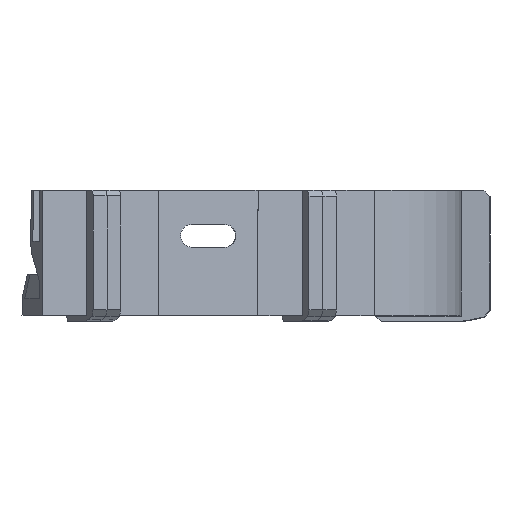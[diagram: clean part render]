
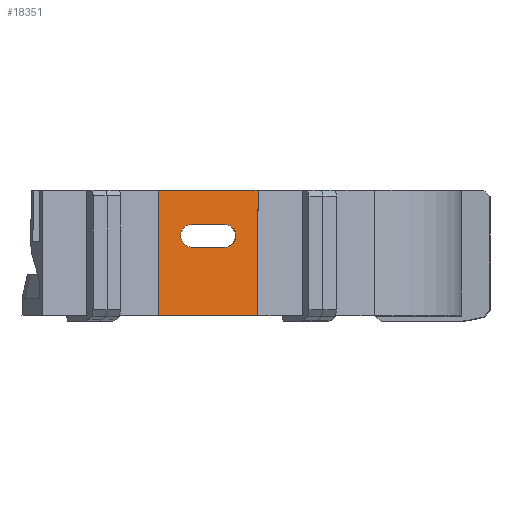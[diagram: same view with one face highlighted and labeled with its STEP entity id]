
A CAD part, left-side view. The second image highlights one B-rep face of the part: STEP entity #18351.
In plain terms, the highlighted face is planar.
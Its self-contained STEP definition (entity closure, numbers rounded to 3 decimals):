
#18075 = VERTEX_POINT('',#18076);
#18076 = CARTESIAN_POINT('',(3.,0.,16.));
#18083 = CYLINDRICAL_SURFACE('',#18084,2.);
#18084 = AXIS2_PLACEMENT_3D('',#18085,#18086,#18087);
#18085 = CARTESIAN_POINT('',(3.,24.,14.));
#18086 = DIRECTION('',(-0.,1.,0.));
#18087 = DIRECTION('',(0.,0.,-1.));
#18095 = PLANE('',#18096);
#18096 = AXIS2_PLACEMENT_3D('',#18097,#18098,#18099);
#18097 = CARTESIAN_POINT('',(3.,24.,16.));
#18098 = DIRECTION('',(0.,0.,-1.));
#18099 = DIRECTION('',(-1.,0.,-0.));
#18137 = VERTEX_POINT('',#18138);
#18138 = CARTESIAN_POINT('',(3.,0.,12.));
#18152 = PLANE('',#18153);
#18153 = AXIS2_PLACEMENT_3D('',#18154,#18155,#18156);
#18154 = CARTESIAN_POINT('',(-3.,24.,12.));
#18155 = DIRECTION('',(0.,0.,1.));
#18156 = DIRECTION('',(1.,0.,0.));
#18164 = EDGE_CURVE('',#18075,#18137,#18165,.T.);
#18165 = SURFACE_CURVE('',#18166,(#18171,#18178),.PCURVE_S1.);
#18166 = CIRCLE('',#18167,2.);
#18167 = AXIS2_PLACEMENT_3D('',#18168,#18169,#18170);
#18168 = CARTESIAN_POINT('',(3.,0.,14.));
#18169 = DIRECTION('',(0.,1.,0.));
#18170 = DIRECTION('',(0.,0.,-1.));
#18171 = PCURVE('',#18083,#18172);
#18172 = DEFINITIONAL_REPRESENTATION('',(#18173),#18177);
#18173 = LINE('',#18174,#18175);
#18174 = CARTESIAN_POINT('',(-6.283,-24.));
#18175 = VECTOR('',#18176,1.);
#18176 = DIRECTION('',(1.,-0.));
#18177 = ( GEOMETRIC_REPRESENTATION_CONTEXT(2) 
PARAMETRIC_REPRESENTATION_CONTEXT() REPRESENTATION_CONTEXT('2D SPACE',''
  ) );
#18178 = PCURVE('',#18179,#18184);
#18179 = PLANE('',#18180);
#18180 = AXIS2_PLACEMENT_3D('',#18181,#18182,#18183);
#18181 = CARTESIAN_POINT('',(0.,0.,0.));
#18182 = DIRECTION('',(0.,1.,-0.));
#18183 = DIRECTION('',(0.,0.,1.));
#18184 = DEFINITIONAL_REPRESENTATION('',(#18185),#18189);
#18185 = CIRCLE('',#18186,2.);
#18186 = AXIS2_PLACEMENT_2D('',#18187,#18188);
#18187 = CARTESIAN_POINT('',(14.,3.));
#18188 = DIRECTION('',(-1.,0.));
#18189 = ( GEOMETRIC_REPRESENTATION_CONTEXT(2) 
PARAMETRIC_REPRESENTATION_CONTEXT() REPRESENTATION_CONTEXT('2D SPACE',''
  ) );
#18197 = VERTEX_POINT('',#18198);
#18198 = CARTESIAN_POINT('',(-3.,0.,16.));
#18212 = CYLINDRICAL_SURFACE('',#18213,2.);
#18213 = AXIS2_PLACEMENT_3D('',#18214,#18215,#18216);
#18214 = CARTESIAN_POINT('',(-3.,24.,14.));
#18215 = DIRECTION('',(-0.,1.,0.));
#18216 = DIRECTION('',(0.,0.,1.));
#18251 = EDGE_CURVE('',#18075,#18197,#18252,.T.);
#18252 = SURFACE_CURVE('',#18253,(#18257,#18263),.PCURVE_S1.);
#18253 = LINE('',#18254,#18255);
#18254 = CARTESIAN_POINT('',(1.5,0.,16.));
#18255 = VECTOR('',#18256,1.);
#18256 = DIRECTION('',(-1.,0.,0.));
#18257 = PCURVE('',#18095,#18258);
#18258 = DEFINITIONAL_REPRESENTATION('',(#18259),#18262);
#18259 = B_SPLINE_CURVE_WITH_KNOTS('',1,(#18260,#18261),.UNSPECIFIED.,
  .F.,.F.,(2,2),(-1.5,4.5),.PIECEWISE_BEZIER_KNOTS.);
#18260 = CARTESIAN_POINT('',(0.,-24.));
#18261 = CARTESIAN_POINT('',(6.,-24.));
#18262 = ( GEOMETRIC_REPRESENTATION_CONTEXT(2) 
PARAMETRIC_REPRESENTATION_CONTEXT() REPRESENTATION_CONTEXT('2D SPACE',''
  ) );
#18263 = PCURVE('',#18179,#18264);
#18264 = DEFINITIONAL_REPRESENTATION('',(#18265),#18268);
#18265 = B_SPLINE_CURVE_WITH_KNOTS('',1,(#18266,#18267),.UNSPECIFIED.,
  .F.,.F.,(2,2),(-1.5,4.5),.PIECEWISE_BEZIER_KNOTS.);
#18266 = CARTESIAN_POINT('',(16.,3.));
#18267 = CARTESIAN_POINT('',(16.,-3.));
#18268 = ( GEOMETRIC_REPRESENTATION_CONTEXT(2) 
PARAMETRIC_REPRESENTATION_CONTEXT() REPRESENTATION_CONTEXT('2D SPACE',''
  ) );
#18351 = ADVANCED_FACE('',(#18352,#18466),#18179,.F.);
#18352 = FACE_BOUND('',#18353,.F.);
#18353 = EDGE_LOOP('',(#18354,#18384,#18412,#18440));
#18354 = ORIENTED_EDGE('',*,*,#18355,.F.);
#18355 = EDGE_CURVE('',#18356,#18358,#18360,.T.);
#18356 = VERTEX_POINT('',#18357);
#18357 = CARTESIAN_POINT('',(-9.,0.,0.));
#18358 = VERTEX_POINT('',#18359);
#18359 = CARTESIAN_POINT('',(9.,0.,0.));
#18360 = SURFACE_CURVE('',#18361,(#18365,#18372),.PCURVE_S1.);
#18361 = LINE('',#18362,#18363);
#18362 = CARTESIAN_POINT('',(-9.,0.,0.));
#18363 = VECTOR('',#18364,1.);
#18364 = DIRECTION('',(1.,0.,0.));
#18365 = PCURVE('',#18179,#18366);
#18366 = DEFINITIONAL_REPRESENTATION('',(#18367),#18371);
#18367 = LINE('',#18368,#18369);
#18368 = CARTESIAN_POINT('',(0.,-9.));
#18369 = VECTOR('',#18370,1.);
#18370 = DIRECTION('',(0.,1.));
#18371 = ( GEOMETRIC_REPRESENTATION_CONTEXT(2) 
PARAMETRIC_REPRESENTATION_CONTEXT() REPRESENTATION_CONTEXT('2D SPACE',''
  ) );
#18372 = PCURVE('',#18373,#18378);
#18373 = PLANE('',#18374);
#18374 = AXIS2_PLACEMENT_3D('',#18375,#18376,#18377);
#18375 = CARTESIAN_POINT('',(0.,15.,0.));
#18376 = DIRECTION('',(0.,0.,1.));
#18377 = DIRECTION('',(0.,-1.,0.));
#18378 = DEFINITIONAL_REPRESENTATION('',(#18379),#18383);
#18379 = LINE('',#18380,#18381);
#18380 = CARTESIAN_POINT('',(15.,-9.));
#18381 = VECTOR('',#18382,1.);
#18382 = DIRECTION('',(0.,1.));
#18383 = ( GEOMETRIC_REPRESENTATION_CONTEXT(2) 
PARAMETRIC_REPRESENTATION_CONTEXT() REPRESENTATION_CONTEXT('2D SPACE',''
  ) );
#18384 = ORIENTED_EDGE('',*,*,#18385,.T.);
#18385 = EDGE_CURVE('',#18356,#18386,#18388,.T.);
#18386 = VERTEX_POINT('',#18387);
#18387 = CARTESIAN_POINT('',(-9.,0.,22.));
#18388 = SURFACE_CURVE('',#18389,(#18393,#18400),.PCURVE_S1.);
#18389 = LINE('',#18390,#18391);
#18390 = CARTESIAN_POINT('',(-9.,0.,0.));
#18391 = VECTOR('',#18392,1.);
#18392 = DIRECTION('',(0.,0.,1.));
#18393 = PCURVE('',#18179,#18394);
#18394 = DEFINITIONAL_REPRESENTATION('',(#18395),#18399);
#18395 = LINE('',#18396,#18397);
#18396 = CARTESIAN_POINT('',(0.,-9.));
#18397 = VECTOR('',#18398,1.);
#18398 = DIRECTION('',(1.,0.));
#18399 = ( GEOMETRIC_REPRESENTATION_CONTEXT(2) 
PARAMETRIC_REPRESENTATION_CONTEXT() REPRESENTATION_CONTEXT('2D SPACE',''
  ) );
#18400 = PCURVE('',#18401,#18406);
#18401 = PLANE('',#18402);
#18402 = AXIS2_PLACEMENT_3D('',#18403,#18404,#18405);
#18403 = CARTESIAN_POINT('',(-9.,4.162,7.662));
#18404 = DIRECTION('',(-1.,0.,0.));
#18405 = DIRECTION('',(0.,0.,1.));
#18406 = DEFINITIONAL_REPRESENTATION('',(#18407),#18411);
#18407 = LINE('',#18408,#18409);
#18408 = CARTESIAN_POINT('',(-7.662,-4.162));
#18409 = VECTOR('',#18410,1.);
#18410 = DIRECTION('',(1.,0.));
#18411 = ( GEOMETRIC_REPRESENTATION_CONTEXT(2) 
PARAMETRIC_REPRESENTATION_CONTEXT() REPRESENTATION_CONTEXT('2D SPACE',''
  ) );
#18412 = ORIENTED_EDGE('',*,*,#18413,.F.);
#18413 = EDGE_CURVE('',#18414,#18386,#18416,.T.);
#18414 = VERTEX_POINT('',#18415);
#18415 = CARTESIAN_POINT('',(9.,0.,22.));
#18416 = SURFACE_CURVE('',#18417,(#18421,#18428),.PCURVE_S1.);
#18417 = LINE('',#18418,#18419);
#18418 = CARTESIAN_POINT('',(9.,0.,22.));
#18419 = VECTOR('',#18420,1.);
#18420 = DIRECTION('',(-1.,0.,0.));
#18421 = PCURVE('',#18179,#18422);
#18422 = DEFINITIONAL_REPRESENTATION('',(#18423),#18427);
#18423 = LINE('',#18424,#18425);
#18424 = CARTESIAN_POINT('',(22.,9.));
#18425 = VECTOR('',#18426,1.);
#18426 = DIRECTION('',(0.,-1.));
#18427 = ( GEOMETRIC_REPRESENTATION_CONTEXT(2) 
PARAMETRIC_REPRESENTATION_CONTEXT() REPRESENTATION_CONTEXT('2D SPACE',''
  ) );
#18428 = PCURVE('',#18429,#18434);
#18429 = PLANE('',#18430);
#18430 = AXIS2_PLACEMENT_3D('',#18431,#18432,#18433);
#18431 = CARTESIAN_POINT('',(0.,0.,22.));
#18432 = DIRECTION('',(0.,0.,-1.));
#18433 = DIRECTION('',(0.,1.,0.));
#18434 = DEFINITIONAL_REPRESENTATION('',(#18435),#18439);
#18435 = LINE('',#18436,#18437);
#18436 = CARTESIAN_POINT('',(0.,9.));
#18437 = VECTOR('',#18438,1.);
#18438 = DIRECTION('',(0.,-1.));
#18439 = ( GEOMETRIC_REPRESENTATION_CONTEXT(2) 
PARAMETRIC_REPRESENTATION_CONTEXT() REPRESENTATION_CONTEXT('2D SPACE',''
  ) );
#18440 = ORIENTED_EDGE('',*,*,#18441,.F.);
#18441 = EDGE_CURVE('',#18358,#18414,#18442,.T.);
#18442 = SURFACE_CURVE('',#18443,(#18447,#18454),.PCURVE_S1.);
#18443 = LINE('',#18444,#18445);
#18444 = CARTESIAN_POINT('',(9.,0.,0.));
#18445 = VECTOR('',#18446,1.);
#18446 = DIRECTION('',(0.,0.,1.));
#18447 = PCURVE('',#18179,#18448);
#18448 = DEFINITIONAL_REPRESENTATION('',(#18449),#18453);
#18449 = LINE('',#18450,#18451);
#18450 = CARTESIAN_POINT('',(0.,9.));
#18451 = VECTOR('',#18452,1.);
#18452 = DIRECTION('',(1.,0.));
#18453 = ( GEOMETRIC_REPRESENTATION_CONTEXT(2) 
PARAMETRIC_REPRESENTATION_CONTEXT() REPRESENTATION_CONTEXT('2D SPACE',''
  ) );
#18454 = PCURVE('',#18455,#18460);
#18455 = PLANE('',#18456);
#18456 = AXIS2_PLACEMENT_3D('',#18457,#18458,#18459);
#18457 = CARTESIAN_POINT('',(9.,4.162,7.662));
#18458 = DIRECTION('',(-1.,0.,0.));
#18459 = DIRECTION('',(0.,0.,1.));
#18460 = DEFINITIONAL_REPRESENTATION('',(#18461),#18465);
#18461 = LINE('',#18462,#18463);
#18462 = CARTESIAN_POINT('',(-7.662,-4.162));
#18463 = VECTOR('',#18464,1.);
#18464 = DIRECTION('',(1.,0.));
#18465 = ( GEOMETRIC_REPRESENTATION_CONTEXT(2) 
PARAMETRIC_REPRESENTATION_CONTEXT() REPRESENTATION_CONTEXT('2D SPACE',''
  ) );
#18466 = FACE_BOUND('',#18467,.F.);
#18467 = EDGE_LOOP('',(#18468,#18469,#18470,#18494));
#18468 = ORIENTED_EDGE('',*,*,#18164,.F.);
#18469 = ORIENTED_EDGE('',*,*,#18251,.T.);
#18470 = ORIENTED_EDGE('',*,*,#18471,.F.);
#18471 = EDGE_CURVE('',#18472,#18197,#18474,.T.);
#18472 = VERTEX_POINT('',#18473);
#18473 = CARTESIAN_POINT('',(-3.,0.,12.));
#18474 = SURFACE_CURVE('',#18475,(#18480,#18487),.PCURVE_S1.);
#18475 = CIRCLE('',#18476,2.);
#18476 = AXIS2_PLACEMENT_3D('',#18477,#18478,#18479);
#18477 = CARTESIAN_POINT('',(-3.,0.,14.));
#18478 = DIRECTION('',(-0.,1.,0.));
#18479 = DIRECTION('',(0.,0.,1.));
#18480 = PCURVE('',#18179,#18481);
#18481 = DEFINITIONAL_REPRESENTATION('',(#18482),#18486);
#18482 = CIRCLE('',#18483,2.);
#18483 = AXIS2_PLACEMENT_2D('',#18484,#18485);
#18484 = CARTESIAN_POINT('',(14.,-3.));
#18485 = DIRECTION('',(1.,0.));
#18486 = ( GEOMETRIC_REPRESENTATION_CONTEXT(2) 
PARAMETRIC_REPRESENTATION_CONTEXT() REPRESENTATION_CONTEXT('2D SPACE',''
  ) );
#18487 = PCURVE('',#18212,#18488);
#18488 = DEFINITIONAL_REPRESENTATION('',(#18489),#18493);
#18489 = LINE('',#18490,#18491);
#18490 = CARTESIAN_POINT('',(-6.283,-24.));
#18491 = VECTOR('',#18492,1.);
#18492 = DIRECTION('',(1.,-0.));
#18493 = ( GEOMETRIC_REPRESENTATION_CONTEXT(2) 
PARAMETRIC_REPRESENTATION_CONTEXT() REPRESENTATION_CONTEXT('2D SPACE',''
  ) );
#18494 = ORIENTED_EDGE('',*,*,#18495,.T.);
#18495 = EDGE_CURVE('',#18472,#18137,#18496,.T.);
#18496 = SURFACE_CURVE('',#18497,(#18501,#18507),.PCURVE_S1.);
#18497 = LINE('',#18498,#18499);
#18498 = CARTESIAN_POINT('',(-1.5,0.,12.));
#18499 = VECTOR('',#18500,1.);
#18500 = DIRECTION('',(1.,-0.,0.));
#18501 = PCURVE('',#18179,#18502);
#18502 = DEFINITIONAL_REPRESENTATION('',(#18503),#18506);
#18503 = B_SPLINE_CURVE_WITH_KNOTS('',1,(#18504,#18505),.UNSPECIFIED.,
  .F.,.F.,(2,2),(-1.5,4.5),.PIECEWISE_BEZIER_KNOTS.);
#18504 = CARTESIAN_POINT('',(12.,-3.));
#18505 = CARTESIAN_POINT('',(12.,3.));
#18506 = ( GEOMETRIC_REPRESENTATION_CONTEXT(2) 
PARAMETRIC_REPRESENTATION_CONTEXT() REPRESENTATION_CONTEXT('2D SPACE',''
  ) );
#18507 = PCURVE('',#18152,#18508);
#18508 = DEFINITIONAL_REPRESENTATION('',(#18509),#18512);
#18509 = B_SPLINE_CURVE_WITH_KNOTS('',1,(#18510,#18511),.UNSPECIFIED.,
  .F.,.F.,(2,2),(-1.5,4.5),.PIECEWISE_BEZIER_KNOTS.);
#18510 = CARTESIAN_POINT('',(0.,-24.));
#18511 = CARTESIAN_POINT('',(6.,-24.));
#18512 = ( GEOMETRIC_REPRESENTATION_CONTEXT(2) 
PARAMETRIC_REPRESENTATION_CONTEXT() REPRESENTATION_CONTEXT('2D SPACE',''
  ) );
